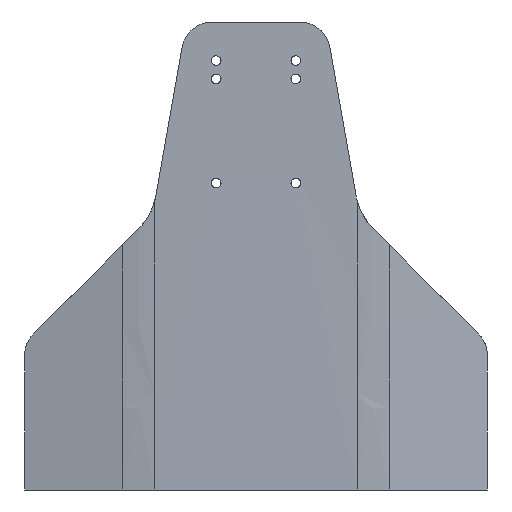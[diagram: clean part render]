
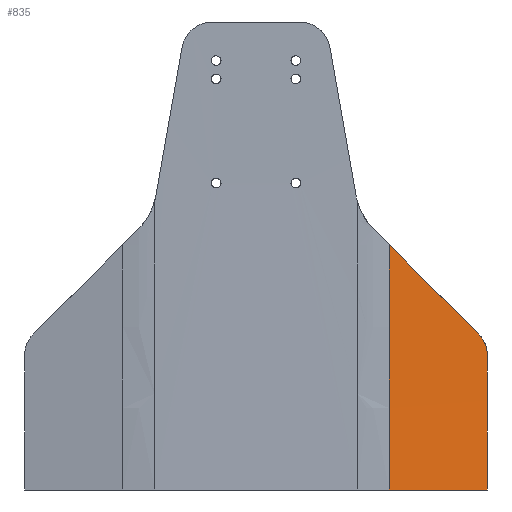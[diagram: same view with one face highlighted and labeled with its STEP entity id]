
A CAD part, front view. The second image highlights one B-rep face of the part: STEP entity #835.
In plain terms, the highlighted conical face has half-angle 9.594 degrees and reference radius 30005 mm.
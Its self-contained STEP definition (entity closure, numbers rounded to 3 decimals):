
#15=ELLIPSE('',#917,43766.618,30502.359);
#23=CONICAL_SURFACE('',#915,30005.,0.167);
#76=CIRCLE('',#913,30001.399);
#78=CIRCLE('',#916,30010.);
#103=FACE_OUTER_BOUND('',#149,.T.);
#149=EDGE_LOOP('',(#636,#637,#638,#639,#640));
#191=B_SPLINE_CURVE_WITH_KNOTS('',3,(#1288,#1289,#1290,#1291,#1292,#1293,
#1294,#1295,#1296,#1297,#1298,#1299),.UNSPECIFIED.,.F.,.F.,(4,2,2,2,2,4),
(1.223,1.522,1.825,2.127,2.429,
2.432),.UNSPECIFIED.);
#231=LINE('',#1161,#283);
#283=VECTOR('',#961,10.);
#335=VERTEX_POINT('',#1159);
#336=VERTEX_POINT('',#1160);
#369=VERTEX_POINT('',#1265);
#372=VERTEX_POINT('',#1285);
#373=VERTEX_POINT('',#1287);
#423=EDGE_CURVE('',#335,#336,#231,.T.);
#469=EDGE_CURVE('',#335,#369,#76,.T.);
#473=EDGE_CURVE('',#336,#372,#78,.T.);
#474=EDGE_CURVE('',#373,#372,#191,.T.);
#475=EDGE_CURVE('',#373,#369,#15,.T.);
#636=ORIENTED_EDGE('',*,*,#423,.T.);
#637=ORIENTED_EDGE('',*,*,#473,.T.);
#638=ORIENTED_EDGE('',*,*,#474,.F.);
#639=ORIENTED_EDGE('',*,*,#475,.T.);
#640=ORIENTED_EDGE('',*,*,#469,.F.);
#835=ADVANCED_FACE('',(#103),#23,.F.);
#913=AXIS2_PLACEMENT_3D('',#1266,#1049,#1050);
#915=AXIS2_PLACEMENT_3D('',#1284,#1053,#1054);
#916=AXIS2_PLACEMENT_3D('',#1286,#1055,#1056);
#917=AXIS2_PLACEMENT_3D('',#1300,#1057,#1058);
#961=DIRECTION('',(0.986,0.167,0.));
#1049=DIRECTION('center_axis',(1.,0.,0.));
#1050=DIRECTION('ref_axis',(0.,1.,0.006));
#1053=DIRECTION('center_axis',(1.,0.,0.));
#1054=DIRECTION('ref_axis',(0.,1.,0.));
#1055=DIRECTION('center_axis',(1.,0.,0.));
#1056=DIRECTION('ref_axis',(0.,0.,-1.));
#1057=DIRECTION('center_axis',(0.707,0.,0.707));
#1058=DIRECTION('ref_axis',(0.707,0.,-0.707));
#1159=CARTESIAN_POINT('',(69.114,0.439,240.));
#1160=CARTESIAN_POINT('',(120.,9.04,240.));
#1161=CARTESIAN_POINT('',(94.557,4.74,240.));
#1265=CARTESIAN_POINT('',(69.114,-0.848,367.119));
#1266=CARTESIAN_POINT('Origin',(69.114,-30000.,0.));
#1284=CARTESIAN_POINT('Origin',(90.42,-30000.,0.));
#1285=CARTESIAN_POINT('',(120.,8.403,309.605));
#1286=CARTESIAN_POINT('Origin',(120.,-30000.,0.));
#1287=CARTESIAN_POINT('',(115.314,7.492,320.919));
#1288=CARTESIAN_POINT('Ctrl Pts',(115.314,7.492,320.919));
#1289=CARTESIAN_POINT('Ctrl Pts',(116.015,7.618,320.218));
#1290=CARTESIAN_POINT('Ctrl Pts',(116.674,7.738,319.426));
#1291=CARTESIAN_POINT('Ctrl Pts',(117.845,7.954,317.693));
#1292=CARTESIAN_POINT('Ctrl Pts',(118.356,8.05,316.75));
#1293=CARTESIAN_POINT('Ctrl Pts',(119.177,8.21,314.781));
#1294=CARTESIAN_POINT('Ctrl Pts',(119.489,8.273,313.752));
#1295=CARTESIAN_POINT('Ctrl Pts',(119.9,8.364,311.683));
#1296=CARTESIAN_POINT('Ctrl Pts',(119.998,8.392,310.641));
#1297=CARTESIAN_POINT('Ctrl Pts',(120.,8.403,309.624));
#1298=CARTESIAN_POINT('Ctrl Pts',(120.,8.403,309.615));
#1299=CARTESIAN_POINT('Ctrl Pts',(120.,8.403,309.605));
#1300=CARTESIAN_POINT('Origin',(5667.344,-30000.,-5231.111));
